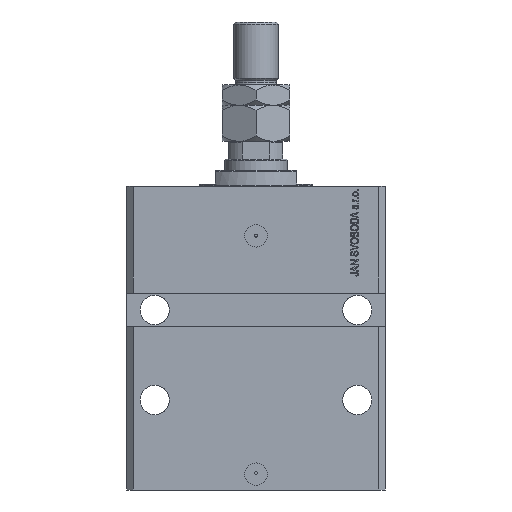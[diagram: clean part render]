
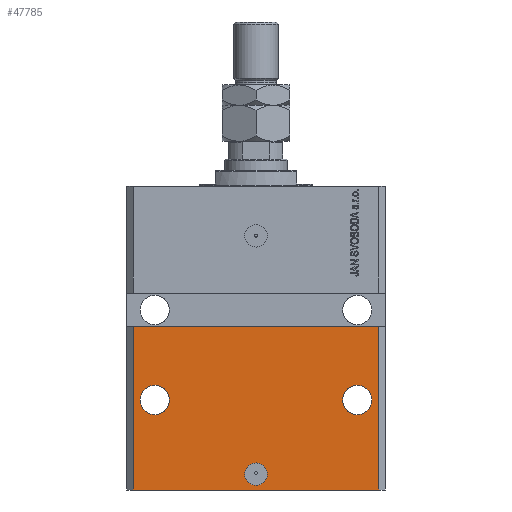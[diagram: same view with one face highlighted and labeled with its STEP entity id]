
A CAD part, front view. The second image highlights one B-rep face of the part: STEP entity #47785.
In plain terms, the highlighted planar face has unit normal (0, -1, 0).
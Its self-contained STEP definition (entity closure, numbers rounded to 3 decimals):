
#105 = DIRECTION ( 'NONE',  ( 1., 0., 0. ) ) ;
#221 = LINE ( 'NONE', #15532, #31204 ) ;
#371 = EDGE_CURVE ( 'NONE', #27276, #22565, #25392, .T. ) ;
#1361 = DIRECTION ( 'NONE',  ( 1., 0., 0. ) ) ;
#2163 = VERTEX_POINT ( 'NONE', #35364 ) ;
#3083 = CIRCLE ( 'NONE', #32092, 5. ) ;
#3139 = EDGE_CURVE ( 'NONE', #43206, #45062, #3083, .T. ) ;
#3223 = CARTESIAN_POINT ( 'NONE',  ( 38.5, -45., -95. ) ) ;
#4624 = DIRECTION ( 'NONE',  ( -1., 0., 0. ) ) ;
#4824 = CARTESIAN_POINT ( 'NONE',  ( -54.5, -45., -62.5 ) ) ;
#4869 = VECTOR ( 'NONE', #105, 1000. ) ;
#5232 = AXIS2_PLACEMENT_3D ( 'NONE', #43271, #8227, #15747 ) ;
#6180 = ORIENTED_EDGE ( 'NONE', *, *, #30379, .F. ) ;
#6266 = EDGE_CURVE ( 'NONE', #37330, #7327, #7891, .T. ) ;
#7194 = CARTESIAN_POINT ( 'NONE',  ( 51.5, -45., -95. ) ) ;
#7297 = VERTEX_POINT ( 'NONE', #7194 ) ;
#7327 = VERTEX_POINT ( 'NONE', #4824 ) ;
#7891 = LINE ( 'NONE', #20326, #14809 ) ;
#8094 = AXIS2_PLACEMENT_3D ( 'NONE', #11804, #32554, #23749 ) ;
#8227 = DIRECTION ( 'NONE',  ( 0., -1., 0. ) ) ;
#9317 = EDGE_LOOP ( 'NONE', ( #44442, #36875, #44292, #14345 ) ) ;
#9333 = AXIS2_PLACEMENT_3D ( 'NONE', #32903, #44585, #10058 ) ;
#9415 = DIRECTION ( 'NONE',  ( 0., -1., 0. ) ) ;
#9483 = CARTESIAN_POINT ( 'NONE',  ( 5., -45., -128. ) ) ;
#10058 = DIRECTION ( 'NONE',  ( 1., 0., 0. ) ) ;
#11804 = CARTESIAN_POINT ( 'NONE',  ( 45., -45., -95. ) ) ;
#12618 = CIRCLE ( 'NONE', #9333, 5. ) ;
#13442 = VECTOR ( 'NONE', #39548, 1000. ) ;
#14345 = ORIENTED_EDGE ( 'NONE', *, *, #27254, .T. ) ;
#14809 = VECTOR ( 'NONE', #15923, 1000. ) ;
#15103 = PLANE ( 'NONE',  #49339 ) ;
#15532 = CARTESIAN_POINT ( 'NONE',  ( 54.5, -45., -135. ) ) ;
#15747 = DIRECTION ( 'NONE',  ( 1., 0., 0. ) ) ;
#15923 = DIRECTION ( 'NONE',  ( 0., 0., 1. ) ) ;
#16517 = ORIENTED_EDGE ( 'NONE', *, *, #371, .F. ) ;
#18124 = EDGE_CURVE ( 'NONE', #45062, #43206, #12618, .T. ) ;
#18865 = CARTESIAN_POINT ( 'NONE',  ( -54.5, -45., -135. ) ) ;
#19139 = EDGE_CURVE ( 'NONE', #7297, #25973, #41673, .T. ) ;
#20183 = ORIENTED_EDGE ( 'NONE', *, *, #3139, .F. ) ;
#20326 = CARTESIAN_POINT ( 'NONE',  ( -54.5, -45., -135. ) ) ;
#20956 = CARTESIAN_POINT ( 'NONE',  ( -45., -45., -95. ) ) ;
#21630 = DIRECTION ( 'NONE',  ( 0., -1., 0. ) ) ;
#22387 = DIRECTION ( 'NONE',  ( 0., -1., 0. ) ) ;
#22565 = VERTEX_POINT ( 'NONE', #39221 ) ;
#23157 = DIRECTION ( 'NONE',  ( 1., 0., 0. ) ) ;
#23331 = ORIENTED_EDGE ( 'NONE', *, *, #18124, .F. ) ;
#23418 = FACE_BOUND ( 'NONE', #36122, .T. ) ;
#23721 = LINE ( 'NONE', #27613, #13442 ) ;
#23749 = DIRECTION ( 'NONE',  ( 1., 0., 0. ) ) ;
#24201 = CIRCLE ( 'NONE', #42437, 6.5 ) ;
#25392 = CIRCLE ( 'NONE', #31194, 6.5 ) ;
#25973 = VERTEX_POINT ( 'NONE', #3223 ) ;
#26543 = FACE_BOUND ( 'NONE', #34975, .T. ) ;
#26798 = FACE_BOUND ( 'NONE', #48186, .T. ) ;
#27235 = DIRECTION ( 'NONE',  ( 0., 0., 1. ) ) ;
#27254 = EDGE_CURVE ( 'NONE', #34105, #2163, #221, .T. ) ;
#27276 = VERTEX_POINT ( 'NONE', #27993 ) ;
#27613 = CARTESIAN_POINT ( 'NONE',  ( -54.5, -45., -135. ) ) ;
#27993 = CARTESIAN_POINT ( 'NONE',  ( -38.5, -45., -95. ) ) ;
#29143 = CARTESIAN_POINT ( 'NONE',  ( 0., -45., -128. ) ) ;
#30379 = EDGE_CURVE ( 'NONE', #25973, #7297, #37130, .T. ) ;
#31194 = AXIS2_PLACEMENT_3D ( 'NONE', #40855, #21630, #44998 ) ;
#31204 = VECTOR ( 'NONE', #27235, 1000. ) ;
#32092 = AXIS2_PLACEMENT_3D ( 'NONE', #29143, #9415, #1361 ) ;
#32536 = LINE ( 'NONE', #44210, #4869 ) ;
#32554 = DIRECTION ( 'NONE',  ( 0., -1., 0. ) ) ;
#32903 = CARTESIAN_POINT ( 'NONE',  ( 0., -45., -128. ) ) ;
#34105 = VERTEX_POINT ( 'NONE', #44785 ) ;
#34485 = EDGE_CURVE ( 'NONE', #7327, #2163, #32536, .T. ) ;
#34571 = CARTESIAN_POINT ( 'NONE',  ( -54.5, -45., -135. ) ) ;
#34975 = EDGE_LOOP ( 'NONE', ( #36401, #6180 ) ) ;
#35364 = CARTESIAN_POINT ( 'NONE',  ( 54.5, -45., -62.5 ) ) ;
#36122 = EDGE_LOOP ( 'NONE', ( #20183, #23331 ) ) ;
#36401 = ORIENTED_EDGE ( 'NONE', *, *, #19139, .F. ) ;
#36875 = ORIENTED_EDGE ( 'NONE', *, *, #6266, .F. ) ;
#37032 = DIRECTION ( 'NONE',  ( 0., -1., 0. ) ) ;
#37130 = CIRCLE ( 'NONE', #8094, 6.5 ) ;
#37330 = VERTEX_POINT ( 'NONE', #18865 ) ;
#37457 = CARTESIAN_POINT ( 'NONE',  ( -5., -45., -128. ) ) ;
#39221 = CARTESIAN_POINT ( 'NONE',  ( -51.5, -45., -95. ) ) ;
#39548 = DIRECTION ( 'NONE',  ( 1., 0., 0. ) ) ;
#40855 = CARTESIAN_POINT ( 'NONE',  ( -45., -45., -95. ) ) ;
#41673 = CIRCLE ( 'NONE', #5232, 6.5 ) ;
#41863 = EDGE_CURVE ( 'NONE', #22565, #27276, #24201, .T. ) ;
#42376 = FACE_OUTER_BOUND ( 'NONE', #9317, .T. ) ;
#42437 = AXIS2_PLACEMENT_3D ( 'NONE', #20956, #37032, #4624 ) ;
#43206 = VERTEX_POINT ( 'NONE', #9483 ) ;
#43271 = CARTESIAN_POINT ( 'NONE',  ( 45., -45., -95. ) ) ;
#43389 = EDGE_CURVE ( 'NONE', #37330, #34105, #23721, .T. ) ;
#44210 = CARTESIAN_POINT ( 'NONE',  ( -57.5, -45., -62.5 ) ) ;
#44292 = ORIENTED_EDGE ( 'NONE', *, *, #43389, .T. ) ;
#44442 = ORIENTED_EDGE ( 'NONE', *, *, #34485, .F. ) ;
#44585 = DIRECTION ( 'NONE',  ( 0., -1., 0. ) ) ;
#44785 = CARTESIAN_POINT ( 'NONE',  ( 54.5, -45., -135. ) ) ;
#44998 = DIRECTION ( 'NONE',  ( -1., 0., 0. ) ) ;
#45062 = VERTEX_POINT ( 'NONE', #37457 ) ;
#47785 = ADVANCED_FACE ( 'NONE', ( #23418, #26543, #26798, #42376 ), #15103, .T. ) ;
#48186 = EDGE_LOOP ( 'NONE', ( #16517, #51166 ) ) ;
#49339 = AXIS2_PLACEMENT_3D ( 'NONE', #34571, #22387, #23157 ) ;
#51166 = ORIENTED_EDGE ( 'NONE', *, *, #41863, .F. ) ;
